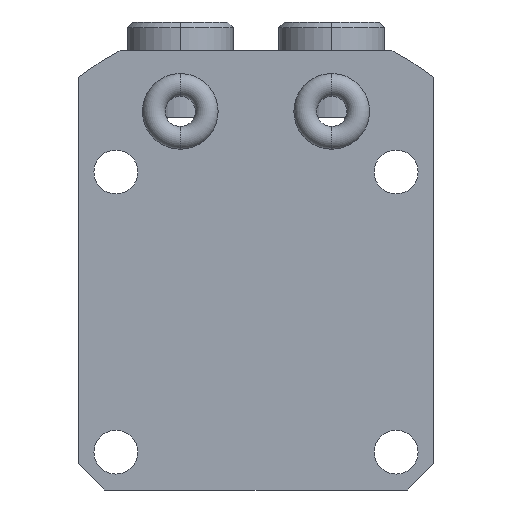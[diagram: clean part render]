
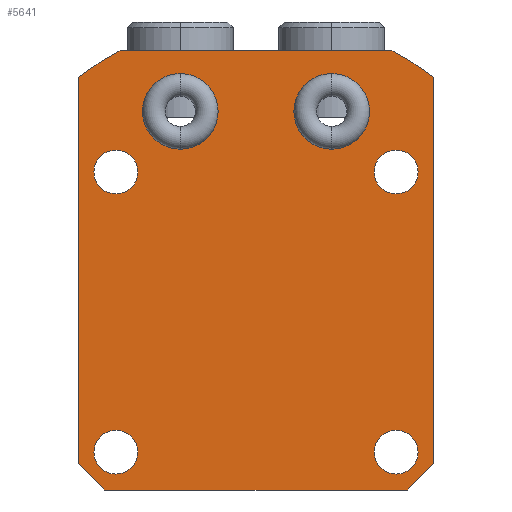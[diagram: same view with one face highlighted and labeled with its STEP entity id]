
A CAD part, front view. The second image highlights one B-rep face of the part: STEP entity #5641.
In plain terms, the highlighted planar face has unit normal (0, -1, 0).
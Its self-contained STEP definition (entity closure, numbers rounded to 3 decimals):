
#1481=CARTESIAN_POINT('',(0.,-26.,0.));
#1482=DIRECTION('',(0.,-1.,0.));
#1483=DIRECTION('',(0.604,0.,0.797));
#1484=AXIS2_PLACEMENT_3D('',#1481,#1482,#1483);
#1512=CARTESIAN_POINT('',(0.,-26.,0.));
#1513=DIRECTION('',(0.,-1.,0.));
#1514=DIRECTION('',(-0.462,0.,0.887));
#1515=AXIS2_PLACEMENT_3D('',#1512,#1513,#1514);
#2407=DIRECTION('',(0.707,0.,0.707));
#2408=VECTOR('',#2407,4.95);
#2409=CARTESIAN_POINT('',(20.,-26.,-23.5));
#2410=LINE('',#2409,#2408);
#2414=DIRECTION('',(1.,0.,0.));
#2415=VECTOR('',#2414,40.);
#2416=CARTESIAN_POINT('',(-20.,-26.,-23.5));
#2417=LINE('',#2416,#2415);
#2421=DIRECTION('',(0.707,0.,-0.707));
#2422=VECTOR('',#2421,4.95);
#2423=CARTESIAN_POINT('',(-23.5,-26.,-20.));
#2424=LINE('',#2423,#2422);
#2428=DIRECTION('',(0.,0.,-1.));
#2429=VECTOR('',#2428,50.993);
#2430=CARTESIAN_POINT('',(-23.5,-26.,30.993));
#2431=LINE('',#2430,#2429);
#2435=DIRECTION('',(-1.,0.,0.));
#2436=VECTOR('',#2435,35.921);
#2437=CARTESIAN_POINT('',(17.96,-26.,34.5));
#2438=LINE('',#2437,#2436);
#2442=DIRECTION('',(0.,0.,1.));
#2443=VECTOR('',#2442,50.993);
#2444=CARTESIAN_POINT('',(23.5,-26.,-20.));
#2445=LINE('',#2444,#2443);
#2449=CARTESIAN_POINT('',(18.5,-26.,-18.5));
#2450=DIRECTION('',(0.,1.,0.));
#2451=DIRECTION('',(1.,0.,0.));
#2452=AXIS2_PLACEMENT_3D('',#2449,#2450,#2451);
#2457=CARTESIAN_POINT('',(18.5,-26.,-18.5));
#2458=DIRECTION('',(0.,1.,0.));
#2459=DIRECTION('',(-1.,0.,0.));
#2460=AXIS2_PLACEMENT_3D('',#2457,#2458,#2459);
#2465=CARTESIAN_POINT('',(-18.5,-26.,-18.5));
#2466=DIRECTION('',(0.,1.,0.));
#2467=DIRECTION('',(1.,0.,0.));
#2468=AXIS2_PLACEMENT_3D('',#2465,#2466,#2467);
#2473=CARTESIAN_POINT('',(-18.5,-26.,-18.5));
#2474=DIRECTION('',(0.,1.,0.));
#2475=DIRECTION('',(-1.,0.,0.));
#2476=AXIS2_PLACEMENT_3D('',#2473,#2474,#2475);
#2481=CARTESIAN_POINT('',(-18.5,-26.,18.5));
#2482=DIRECTION('',(0.,1.,0.));
#2483=DIRECTION('',(1.,0.,0.));
#2484=AXIS2_PLACEMENT_3D('',#2481,#2482,#2483);
#2489=CARTESIAN_POINT('',(-18.5,-26.,18.5));
#2490=DIRECTION('',(0.,1.,0.));
#2491=DIRECTION('',(-1.,0.,0.));
#2492=AXIS2_PLACEMENT_3D('',#2489,#2490,#2491);
#2497=CARTESIAN_POINT('',(18.5,-26.,18.5));
#2498=DIRECTION('',(0.,1.,0.));
#2499=DIRECTION('',(1.,0.,0.));
#2500=AXIS2_PLACEMENT_3D('',#2497,#2498,#2499);
#2505=CARTESIAN_POINT('',(18.5,-26.,18.5));
#2506=DIRECTION('',(0.,1.,0.));
#2507=DIRECTION('',(-1.,0.,0.));
#2508=AXIS2_PLACEMENT_3D('',#2505,#2506,#2507);
#2513=CARTESIAN_POINT('',(10.,-26.,26.5));
#2514=DIRECTION('',(0.,-1.,0.));
#2515=DIRECTION('',(-1.,0.,0.));
#2516=AXIS2_PLACEMENT_3D('',#2513,#2514,#2515);
#2521=CARTESIAN_POINT('',(10.,-26.,26.5));
#2522=DIRECTION('',(0.,-1.,0.));
#2523=DIRECTION('',(1.,0.,0.));
#2524=AXIS2_PLACEMENT_3D('',#2521,#2522,#2523);
#2529=CARTESIAN_POINT('',(-10.,-26.,26.5));
#2530=DIRECTION('',(0.,1.,0.));
#2531=DIRECTION('',(1.,0.,0.));
#2532=AXIS2_PLACEMENT_3D('',#2529,#2530,#2531);
#2537=CARTESIAN_POINT('',(-10.,-26.,26.5));
#2538=DIRECTION('',(0.,1.,0.));
#2539=DIRECTION('',(-1.,0.,0.));
#2540=AXIS2_PLACEMENT_3D('',#2537,#2538,#2539);
#3385=CARTESIAN_POINT('',(23.5,-26.,30.993));
#3387=VERTEX_POINT('',#3385);
#3389=CARTESIAN_POINT('',(-23.5,-26.,30.993));
#3391=VERTEX_POINT('',#3389);
#3392=CARTESIAN_POINT('',(20.,-26.,-23.5));
#3394=VERTEX_POINT('',#3392);
#3398=CARTESIAN_POINT('',(23.5,-26.,-20.));
#3399=VERTEX_POINT('',#3398);
#3400=CARTESIAN_POINT('',(-23.5,-26.,-20.));
#3402=VERTEX_POINT('',#3400);
#3406=CARTESIAN_POINT('',(-20.,-26.,-23.5));
#3407=VERTEX_POINT('',#3406);
#3424=CARTESIAN_POINT('',(21.4,-26.,-18.5));
#3425=VERTEX_POINT('',#3424);
#3426=CARTESIAN_POINT('',(15.6,-26.,-18.5));
#3427=VERTEX_POINT('',#3426);
#3428=CARTESIAN_POINT('',(-15.6,-26.,-18.5));
#3429=VERTEX_POINT('',#3428);
#3430=CARTESIAN_POINT('',(-21.4,-26.,-18.5));
#3431=VERTEX_POINT('',#3430);
#3432=CARTESIAN_POINT('',(-15.6,-26.,18.5));
#3433=VERTEX_POINT('',#3432);
#3434=CARTESIAN_POINT('',(-21.4,-26.,18.5));
#3435=VERTEX_POINT('',#3434);
#3436=CARTESIAN_POINT('',(21.4,-26.,18.5));
#3437=VERTEX_POINT('',#3436);
#3438=CARTESIAN_POINT('',(15.6,-26.,18.5));
#3439=VERTEX_POINT('',#3438);
#3457=CARTESIAN_POINT('',(17.96,-26.,34.5));
#3458=VERTEX_POINT('',#3457);
#3467=CARTESIAN_POINT('',(-17.96,-26.,34.5));
#3468=VERTEX_POINT('',#3467);
#3499=CARTESIAN_POINT('',(5.,-26.,26.5));
#3500=CARTESIAN_POINT('',(15.,-26.,26.5));
#3501=VERTEX_POINT('',#3499);
#3502=VERTEX_POINT('',#3500);
#3535=CARTESIAN_POINT('',(-5.,-26.,26.5));
#3536=VERTEX_POINT('',#3535);
#3537=CARTESIAN_POINT('',(-15.,-26.,26.5));
#3538=VERTEX_POINT('',#3537);
#5589=CARTESIAN_POINT('',(0.,-26.,0.));
#5590=DIRECTION('',(0.,-1.,0.));
#5591=DIRECTION('',(-1.,0.,0.));
#5592=AXIS2_PLACEMENT_3D('',#5589,#5590,#5591);
#5593=PLANE('',#5592);
#5594=ORIENTED_EDGE('',*,*,#4763,.F.);
#5595=ORIENTED_EDGE('',*,*,#4780,.F.);
#5596=ORIENTED_EDGE('',*,*,#4792,.F.);
#5597=ORIENTED_EDGE('',*,*,#4808,.F.);
#5598=ORIENTED_EDGE('',*,*,#4843,.F.);
#5599=ORIENTED_EDGE('',*,*,#4887,.F.);
#5600=ORIENTED_EDGE('',*,*,#4827,.F.);
#5602=ORIENTED_EDGE('',*,*,#5601,.F.);
#5603=EDGE_LOOP('',(#5594,#5595,#5596,#5597,#5598,#5599,#5600,#5602));
#5604=FACE_OUTER_BOUND('',#5603,.F.);
#5606=ORIENTED_EDGE('',*,*,#5605,.F.);
#5608=ORIENTED_EDGE('',*,*,#5607,.F.);
#5609=EDGE_LOOP('',(#5606,#5608));
#5610=FACE_BOUND('',#5609,.F.);
#5612=ORIENTED_EDGE('',*,*,#5611,.F.);
#5614=ORIENTED_EDGE('',*,*,#5613,.F.);
#5615=EDGE_LOOP('',(#5612,#5614));
#5616=FACE_BOUND('',#5615,.F.);
#5618=ORIENTED_EDGE('',*,*,#5617,.F.);
#5620=ORIENTED_EDGE('',*,*,#5619,.F.);
#5621=EDGE_LOOP('',(#5618,#5620));
#5622=FACE_BOUND('',#5621,.F.);
#5624=ORIENTED_EDGE('',*,*,#5623,.F.);
#5626=ORIENTED_EDGE('',*,*,#5625,.F.);
#5627=EDGE_LOOP('',(#5624,#5626));
#5628=FACE_BOUND('',#5627,.F.);
#5630=ORIENTED_EDGE('',*,*,#5629,.T.);
#5632=ORIENTED_EDGE('',*,*,#5631,.T.);
#5633=EDGE_LOOP('',(#5630,#5632));
#5634=FACE_BOUND('',#5633,.F.);
#5636=ORIENTED_EDGE('',*,*,#5635,.F.);
#5638=ORIENTED_EDGE('',*,*,#5637,.F.);
#5639=EDGE_LOOP('',(#5636,#5638));
#5640=FACE_BOUND('',#5639,.F.);
#5641=ADVANCED_FACE('',(#5604,#5610,#5616,#5622,#5628,#5634,#5640),#5593,.T.);
#1485=CIRCLE('',#1484,38.895);
#1516=CIRCLE('',#1515,38.895);
#2453=CIRCLE('',#2452,2.9);
#2461=CIRCLE('',#2460,2.9);
#2469=CIRCLE('',#2468,2.9);
#2477=CIRCLE('',#2476,2.9);
#2485=CIRCLE('',#2484,2.9);
#2493=CIRCLE('',#2492,2.9);
#2501=CIRCLE('',#2500,2.9);
#2509=CIRCLE('',#2508,2.9);
#2517=CIRCLE('',#2516,5.);
#2525=CIRCLE('',#2524,5.);
#2533=CIRCLE('',#2532,5.);
#2541=CIRCLE('',#2540,5.);
#4763=EDGE_CURVE('',#3394,#3399,#2410,.T.);
#4780=EDGE_CURVE('',#3407,#3394,#2417,.T.);
#4792=EDGE_CURVE('',#3402,#3407,#2424,.T.);
#4808=EDGE_CURVE('',#3391,#3402,#2431,.T.);
#4827=EDGE_CURVE('',#3387,#3458,#1485,.T.);
#4843=EDGE_CURVE('',#3468,#3391,#1516,.T.);
#4887=EDGE_CURVE('',#3458,#3468,#2438,.T.);
#5601=EDGE_CURVE('',#3399,#3387,#2445,.T.);
#5605=EDGE_CURVE('',#3425,#3427,#2453,.T.);
#5607=EDGE_CURVE('',#3427,#3425,#2461,.T.);
#5611=EDGE_CURVE('',#3429,#3431,#2469,.T.);
#5613=EDGE_CURVE('',#3431,#3429,#2477,.T.);
#5617=EDGE_CURVE('',#3433,#3435,#2485,.T.);
#5619=EDGE_CURVE('',#3435,#3433,#2493,.T.);
#5623=EDGE_CURVE('',#3437,#3439,#2501,.T.);
#5625=EDGE_CURVE('',#3439,#3437,#2509,.T.);
#5629=EDGE_CURVE('',#3501,#3502,#2517,.T.);
#5631=EDGE_CURVE('',#3502,#3501,#2525,.T.);
#5635=EDGE_CURVE('',#3536,#3538,#2533,.T.);
#5637=EDGE_CURVE('',#3538,#3536,#2541,.T.);
